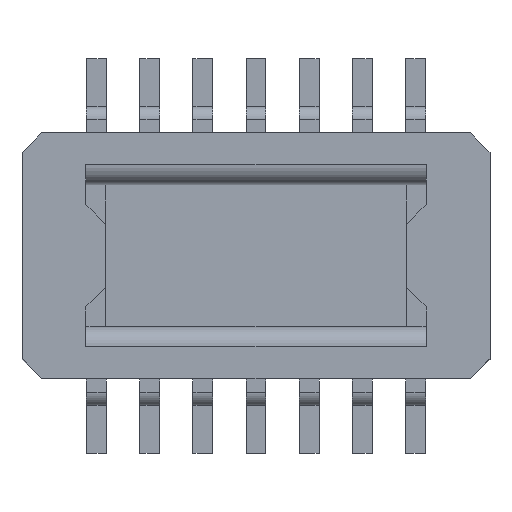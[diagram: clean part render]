
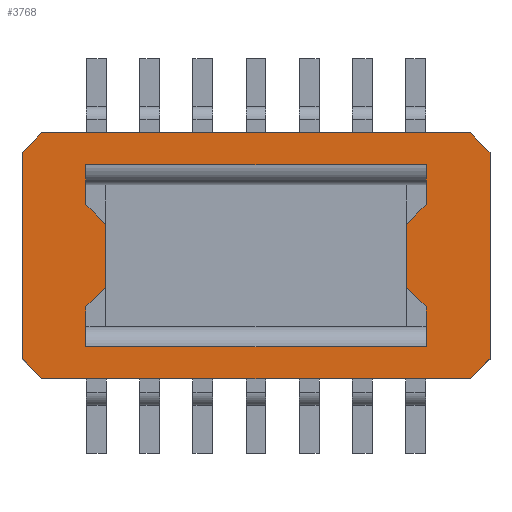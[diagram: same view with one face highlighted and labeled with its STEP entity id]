
A CAD part, top view. The second image highlights one B-rep face of the part: STEP entity #3768.
In plain terms, the highlighted planar face has unit normal (0, 0, 1).
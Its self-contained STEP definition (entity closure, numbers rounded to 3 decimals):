
#183=FACE_BOUND('',#565,.T.);
#212=PLANE('',#3983);
#367=FACE_OUTER_BOUND('',#564,.T.);
#564=EDGE_LOOP('',(#2704,#2705,#2706,#2707,#2708,#2709,#2710,#2711));
#565=EDGE_LOOP('',(#2712,#2713,#2714,#2715,#2716,#2717,#2718,#2719,#2720,
#2721,#2722,#2723));
#763=LINE('',#5281,#1211);
#770=LINE('',#5300,#1218);
#776=LINE('',#5314,#1224);
#780=LINE('',#5323,#1228);
#784=LINE('',#5329,#1232);
#787=LINE('',#5337,#1235);
#791=LINE('',#5346,#1239);
#795=LINE('',#5352,#1243);
#797=LINE('',#5355,#1245);
#800=LINE('',#5360,#1248);
#802=LINE('',#5366,#1250);
#803=LINE('',#5368,#1251);
#804=LINE('',#5370,#1252);
#805=LINE('',#5372,#1253);
#806=LINE('',#5374,#1254);
#807=LINE('',#5376,#1255);
#808=LINE('',#5378,#1256);
#809=LINE('',#5379,#1257);
#810=LINE('',#5380,#1258);
#811=LINE('',#5381,#1259);
#1211=VECTOR('',#4259,10.);
#1218=VECTOR('',#4274,10.);
#1224=VECTOR('',#4284,10.);
#1228=VECTOR('',#4290,10.);
#1232=VECTOR('',#4298,10.);
#1235=VECTOR('',#4303,10.);
#1239=VECTOR('',#4309,10.);
#1243=VECTOR('',#4317,10.);
#1245=VECTOR('',#4321,10.);
#1248=VECTOR('',#4328,10.);
#1250=VECTOR('',#4334,10.);
#1251=VECTOR('',#4335,10.);
#1252=VECTOR('',#4336,10.);
#1253=VECTOR('',#4337,10.);
#1254=VECTOR('',#4338,10.);
#1255=VECTOR('',#4339,10.);
#1256=VECTOR('',#4340,10.);
#1257=VECTOR('',#4341,10.);
#1258=VECTOR('',#4342,10.);
#1259=VECTOR('',#4343,10.);
#1744=VERTEX_POINT('',#5270);
#1749=VERTEX_POINT('',#5279);
#1752=VERTEX_POINT('',#5289);
#1757=VERTEX_POINT('',#5298);
#1762=VERTEX_POINT('',#5311);
#1763=VERTEX_POINT('',#5313);
#1766=VERTEX_POINT('',#5320);
#1767=VERTEX_POINT('',#5322);
#1770=VERTEX_POINT('',#5334);
#1771=VERTEX_POINT('',#5336);
#1774=VERTEX_POINT('',#5343);
#1775=VERTEX_POINT('',#5345);
#1776=VERTEX_POINT('',#5364);
#1777=VERTEX_POINT('',#5365);
#1778=VERTEX_POINT('',#5367);
#1779=VERTEX_POINT('',#5369);
#1780=VERTEX_POINT('',#5371);
#1781=VERTEX_POINT('',#5373);
#1782=VERTEX_POINT('',#5375);
#1783=VERTEX_POINT('',#5377);
#2105=EDGE_CURVE('',#1749,#1744,#763,.T.);
#2114=EDGE_CURVE('',#1757,#1752,#770,.T.);
#2120=EDGE_CURVE('',#1762,#1763,#776,.T.);
#2124=EDGE_CURVE('',#1766,#1767,#780,.T.);
#2128=EDGE_CURVE('',#1757,#1767,#784,.T.);
#2131=EDGE_CURVE('',#1770,#1771,#787,.T.);
#2135=EDGE_CURVE('',#1774,#1775,#791,.T.);
#2139=EDGE_CURVE('',#1749,#1775,#795,.T.);
#2141=EDGE_CURVE('',#1770,#1752,#797,.T.);
#2144=EDGE_CURVE('',#1762,#1744,#800,.T.);
#2146=EDGE_CURVE('',#1776,#1777,#802,.T.);
#2147=EDGE_CURVE('',#1776,#1778,#803,.T.);
#2148=EDGE_CURVE('',#1779,#1778,#804,.T.);
#2149=EDGE_CURVE('',#1779,#1780,#805,.T.);
#2150=EDGE_CURVE('',#1781,#1780,#806,.T.);
#2151=EDGE_CURVE('',#1781,#1782,#807,.T.);
#2152=EDGE_CURVE('',#1783,#1782,#808,.T.);
#2153=EDGE_CURVE('',#1783,#1777,#809,.T.);
#2154=EDGE_CURVE('',#1774,#1771,#810,.T.);
#2155=EDGE_CURVE('',#1766,#1763,#811,.T.);
#2704=ORIENTED_EDGE('',*,*,#2146,.F.);
#2705=ORIENTED_EDGE('',*,*,#2147,.T.);
#2706=ORIENTED_EDGE('',*,*,#2148,.F.);
#2707=ORIENTED_EDGE('',*,*,#2149,.T.);
#2708=ORIENTED_EDGE('',*,*,#2150,.F.);
#2709=ORIENTED_EDGE('',*,*,#2151,.T.);
#2710=ORIENTED_EDGE('',*,*,#2152,.F.);
#2711=ORIENTED_EDGE('',*,*,#2153,.T.);
#2712=ORIENTED_EDGE('',*,*,#2139,.T.);
#2713=ORIENTED_EDGE('',*,*,#2135,.F.);
#2714=ORIENTED_EDGE('',*,*,#2154,.T.);
#2715=ORIENTED_EDGE('',*,*,#2131,.F.);
#2716=ORIENTED_EDGE('',*,*,#2141,.T.);
#2717=ORIENTED_EDGE('',*,*,#2114,.F.);
#2718=ORIENTED_EDGE('',*,*,#2128,.T.);
#2719=ORIENTED_EDGE('',*,*,#2124,.F.);
#2720=ORIENTED_EDGE('',*,*,#2155,.T.);
#2721=ORIENTED_EDGE('',*,*,#2120,.F.);
#2722=ORIENTED_EDGE('',*,*,#2144,.T.);
#2723=ORIENTED_EDGE('',*,*,#2105,.F.);
#3768=ADVANCED_FACE('',(#367,#183),#212,.T.);
#3983=AXIS2_PLACEMENT_3D('',#5363,#4332,#4333);
#4259=DIRECTION('',(1.,0.,0.));
#4274=DIRECTION('',(-1.,0.,0.));
#4284=DIRECTION('',(-0.707,0.707,0.));
#4290=DIRECTION('',(0.707,0.707,0.));
#4298=DIRECTION('',(0.,-1.,0.));
#4303=DIRECTION('',(0.707,-0.707,0.));
#4309=DIRECTION('',(-0.707,-0.707,0.));
#4317=DIRECTION('',(0.,1.,0.));
#4321=DIRECTION('',(0.,1.,0.));
#4328=DIRECTION('',(0.,-1.,0.));
#4332=DIRECTION('center_axis',(0.,0.,1.));
#4333=DIRECTION('ref_axis',(1.,0.,0.));
#4334=DIRECTION('',(-0.707,0.707,0.));
#4335=DIRECTION('',(1.,0.,0.));
#4336=DIRECTION('',(-0.707,-0.707,0.));
#4337=DIRECTION('',(0.,1.,0.));
#4338=DIRECTION('',(0.707,-0.707,0.));
#4339=DIRECTION('',(-1.,0.,0.));
#4340=DIRECTION('',(0.707,0.707,0.));
#4341=DIRECTION('',(0.,-1.,0.));
#4342=DIRECTION('',(0.,1.,0.));
#4343=DIRECTION('',(0.,-1.,0.));
#5270=CARTESIAN_POINT('',(1.28,-0.685,1.14));
#5279=CARTESIAN_POINT('',(-1.28,-0.685,1.14));
#5281=CARTESIAN_POINT('',(0.565,-0.685,1.14));
#5289=CARTESIAN_POINT('',(-1.28,0.685,1.14));
#5298=CARTESIAN_POINT('',(1.28,0.685,1.14));
#5300=CARTESIAN_POINT('',(-0.565,0.685,1.14));
#5311=CARTESIAN_POINT('',(1.28,-0.385,1.14));
#5313=CARTESIAN_POINT('',(1.13,-0.235,1.14));
#5314=CARTESIAN_POINT('',(0.826,0.069,1.14));
#5320=CARTESIAN_POINT('',(1.13,0.235,1.14));
#5322=CARTESIAN_POINT('',(1.28,0.385,1.14));
#5323=CARTESIAN_POINT('',(0.826,-0.069,1.14));
#5329=CARTESIAN_POINT('',(1.28,0.268,1.14));
#5334=CARTESIAN_POINT('',(-1.28,0.385,1.14));
#5336=CARTESIAN_POINT('',(-1.13,0.235,1.14));
#5337=CARTESIAN_POINT('',(-0.826,-0.069,1.14));
#5343=CARTESIAN_POINT('',(-1.13,-0.235,1.14));
#5345=CARTESIAN_POINT('',(-1.28,-0.385,1.14));
#5346=CARTESIAN_POINT('',(-0.826,0.069,1.14));
#5352=CARTESIAN_POINT('',(-1.28,-0.268,1.14));
#5355=CARTESIAN_POINT('',(-1.28,0.118,1.14));
#5360=CARTESIAN_POINT('',(1.28,-0.118,1.14));
#5363=CARTESIAN_POINT('Origin',(0.,0.,
1.14));
#5364=CARTESIAN_POINT('',(-1.61,-0.925,1.14));
#5365=CARTESIAN_POINT('',(-1.76,-0.775,1.14));
#5366=CARTESIAN_POINT('',(-1.476,-1.059,1.14));
#5367=CARTESIAN_POINT('',(1.61,-0.925,1.14));
#5368=CARTESIAN_POINT('',(-1.76,-0.925,1.14));
#5369=CARTESIAN_POINT('',(1.76,-0.775,1.14));
#5370=CARTESIAN_POINT('',(1.476,-1.059,1.14));
#5371=CARTESIAN_POINT('',(1.76,0.775,1.14));
#5372=CARTESIAN_POINT('',(1.76,-0.925,1.14));
#5373=CARTESIAN_POINT('',(1.61,0.925,1.14));
#5374=CARTESIAN_POINT('',(1.476,1.059,1.14));
#5375=CARTESIAN_POINT('',(-1.61,0.925,1.14));
#5376=CARTESIAN_POINT('',(1.76,0.925,1.14));
#5377=CARTESIAN_POINT('',(-1.76,0.775,1.14));
#5378=CARTESIAN_POINT('',(-1.476,1.059,1.14));
#5379=CARTESIAN_POINT('',(-1.76,0.925,1.14));
#5380=CARTESIAN_POINT('',(-1.13,-0.268,1.14));
#5381=CARTESIAN_POINT('',(1.13,0.268,1.14));
